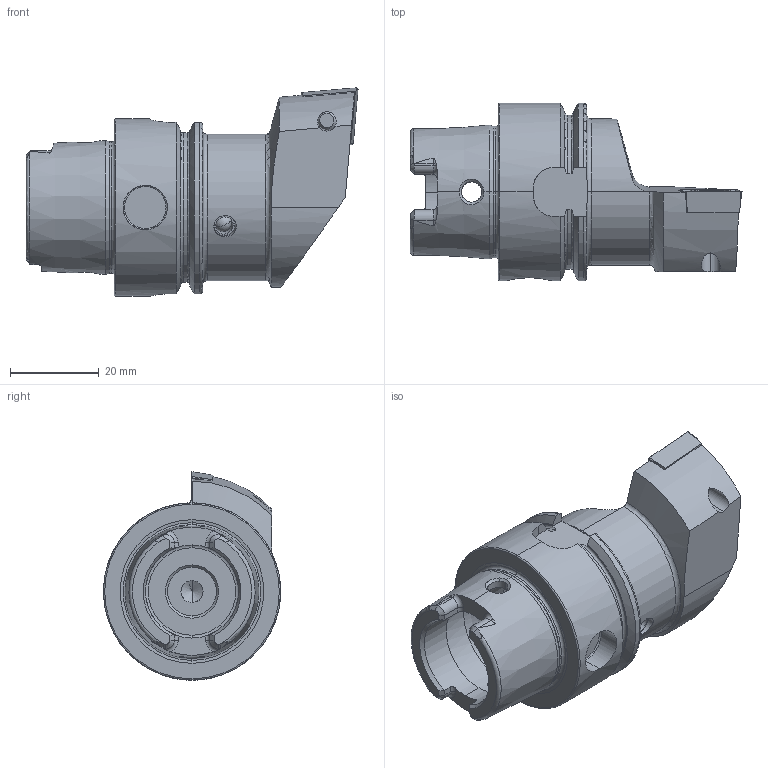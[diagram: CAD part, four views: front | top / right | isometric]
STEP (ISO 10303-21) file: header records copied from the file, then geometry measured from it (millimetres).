
FILE_DESCRIPTION (( 'STEP AP203' ), '1' );
FILE_NAME ('HA4-KCC.LLA.055.STEP', '2012-04-13T11:22:35', ( 'SwiAdmin' ), ( '' ), 'SwSTEP 2.0', 'SolidWorks 2012', '' );
FILE_SCHEMA (( 'CONFIG_CONTROL_DESIGN' ));
Length unit declared in the file: millimetre
Products named in the file (5): HA4-KCC.LLA.055; KVT_MB_600_050; CCMT120404; WCC-ER2.001.010_A; HA4-KCC.LLA.055_B_Fertigbearbeitung
Assembly tree (4 placements, depth 2):
  HA4-KCC.LLA.055
    HA4-KCC.LLA.055_B_Fertigbearbeitung
    WCC-ER2.001.010_A
    CCMT120404
    KVT_MB_600_050
Bounding box: 74.9 x 40 x 47 mm (x, y, z)
Volume: 43984.9 mm3; surface area: 14546.4 mm2
Topology: 5 solids, 5 shells, 305 faces, 788 edges, 478 vertices
Faces by surface type: cylinder 92, cone 78, plane 75, torus 42, bspline 16, sphere 2
Entity records: 11261 total; most frequent: CARTESIAN_POINT 3696, ORIENTED_EDGE 1534, DIRECTION 1432, EDGE_CURVE 767, AXIS2_PLACEMENT_3D 571, VERTEX_POINT 475, EDGE_LOOP 320, FACE_OUTER_BOUND 305
